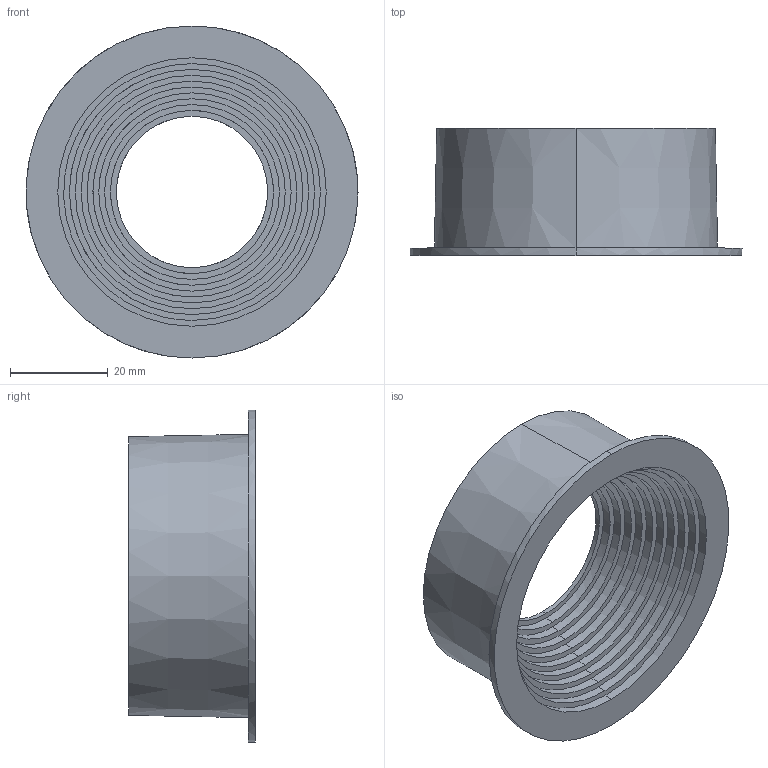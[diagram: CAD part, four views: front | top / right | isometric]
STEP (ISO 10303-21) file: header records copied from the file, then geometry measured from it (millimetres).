
FILE_DESCRIPTION(('CATIA V5 STEP Exchange'),'2;1');
FILE_NAME('AJA003-06-009-RINGA.stp','2025-12-18T09:01:39+00:00',('none'),('none'),'CATIA Version 5-6 Release 2018','CATIA V5 STEP AP203','none');
FILE_SCHEMA(('CONFIG_CONTROL_DESIGN'));
Length unit declared in the file: millimetre
Products named in the file (1): e
Bounding box: 68 x 26 x 68 mm (x, y, z)
Volume: 25097.3 mm3; surface area: 14162.4 mm2
Topology: 1 solids, 1 shells, 42 faces, 84 edges, 56 vertices
Faces by surface type: cylinder 26, plane 14, cone 2
Entity records: 1335 total; most frequent: CARTESIAN_POINT 433, ORIENTED_EDGE 168, DIRECTION 154, AXIS2_PLACEMENT_3D 85, EDGE_CURVE 84, EDGE_LOOP 56, VERTEX_POINT 56, ADVANCED_FACE 42
